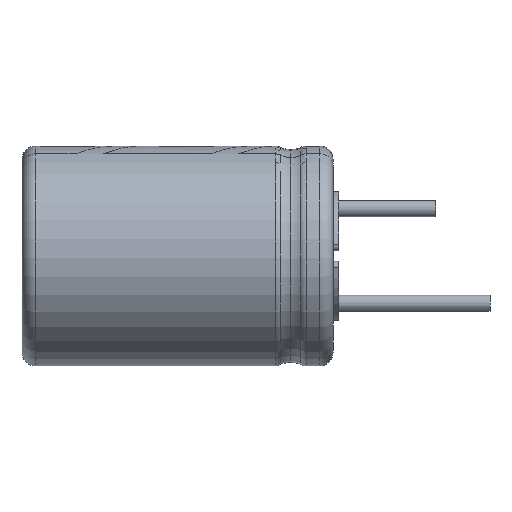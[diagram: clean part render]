
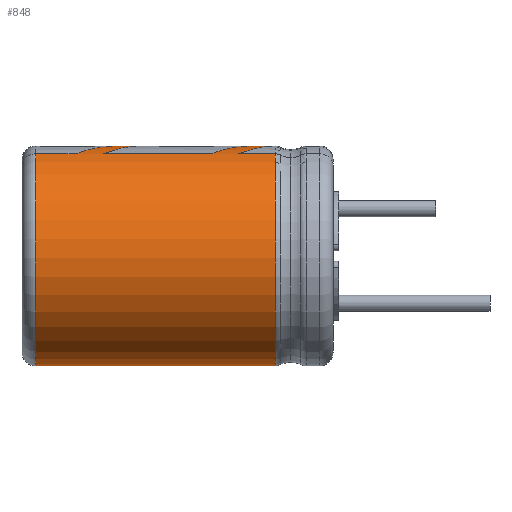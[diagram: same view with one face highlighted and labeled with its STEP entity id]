
A CAD part, left-side view. The second image highlights one B-rep face of the part: STEP entity #848.
In plain terms, the highlighted cylindrical face has radius 4.064 mm (diameter 8.128 mm), a partial arc.
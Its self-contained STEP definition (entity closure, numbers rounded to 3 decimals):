
#48 = LINE ( 'NONE', #49, #1384 ) ;
#49 = CARTESIAN_POINT ( 'NONE',  ( -1.5, 11.5, 3.777 ) ) ;
#50 = DIRECTION ( 'NONE',  ( 0., 1., 0. ) ) ;
#87 = CARTESIAN_POINT ( 'NONE',  ( 0., 8., 4.064 ) ) ;
#88 = CARTESIAN_POINT ( 'NONE',  ( -0.515, 8.515, 4.064 ) ) ;
#89 = CARTESIAN_POINT ( 'NONE',  ( -1.021, 9.021, 3.967 ) ) ;
#90 = CARTESIAN_POINT ( 'NONE',  ( -1.5, 9.5, 3.777 ) ) ;
#225 = ORIENTED_EDGE ( 'NONE', *, *, #928, .T. ) ;
#272 = ORIENTED_EDGE ( 'NONE', *, *, #2099, .F. ) ;
#284 = ORIENTED_EDGE ( 'NONE', *, *, #2022, .T. ) ;
#292 = ORIENTED_EDGE ( 'NONE', *, *, #964, .T. ) ;
#294 = ORIENTED_EDGE ( 'NONE', *, *, #952, .T. ) ;
#310 = ORIENTED_EDGE ( 'NONE', *, *, #919, .T. ) ;
#315 = ORIENTED_EDGE ( 'NONE', *, *, #853, .T. ) ;
#487 = CIRCLE ( 'NONE', #3718, 4.064 ) ;
#706 = CARTESIAN_POINT ( 'NONE',  ( 0., 2.13, 0. ) ) ;
#710 = DIRECTION ( 'NONE',  ( 0., 1., 0. ) ) ;
#711 = DIRECTION ( 'NONE',  ( 0., 0., 1. ) ) ;
#848 = ADVANCED_FACE ( 'NONE', ( #4069 ), #3815, .T. ) ;
#853 = EDGE_CURVE ( 'NONE', #2288, #2285, #3926, .T. ) ;
#873 = EDGE_CURVE ( 'NONE', #2368, #2287, #1055, .T. ) ;
#919 = EDGE_CURVE ( 'NONE', #4626, #2352, #1367, .T. ) ;
#928 = EDGE_CURVE ( 'NONE', #4650, #2345, #1366, .T. ) ;
#952 = EDGE_CURVE ( 'NONE', #2351, #2316, #3784, .T. ) ;
#964 = EDGE_CURVE ( 'NONE', #2287, #2351, #1440, .T. ) ;
#1021 = CIRCLE ( 'NONE', #1537, 4.064 ) ;
#1023 = EDGE_CURVE ( 'NONE', #2345, #4626, #48, .T. ) ;
#1045 = EDGE_CURVE ( 'NONE', #2295, #2288, #3769, .T. ) ;
#1055 = CIRCLE ( 'NONE', #2236, 4.064 ) ;
#1099 = LINE ( 'NONE', #1100, #3705 ) ;
#1100 = CARTESIAN_POINT ( 'NONE',  ( 0., 11.5, 4.064 ) ) ;
#1101 = DIRECTION ( 'NONE',  ( 0., 1., 0. ) ) ;
#1119 = LINE ( 'NONE', #1120, #3711 ) ;
#1120 = CARTESIAN_POINT ( 'NONE',  ( 0., 11.5, 4.064 ) ) ;
#1121 = DIRECTION ( 'NONE',  ( 0., 1., 0. ) ) ;
#1161 = CARTESIAN_POINT ( 'NONE',  ( 0., 2.13, 0. ) ) ;
#1162 = DIRECTION ( 'NONE',  ( 0., 1., 0. ) ) ;
#1163 = DIRECTION ( 'NONE',  ( 0., 0., 1. ) ) ;
#1366 =( BOUNDED_CURVE ( )  B_SPLINE_CURVE ( 3, ( #3102, #3103, #3104, #3105 ),
 .UNSPECIFIED., .F., .F. ) 
 B_SPLINE_CURVE_WITH_KNOTS ( ( 4, 4 ),
 ( 4.712, 5.09 ),
 .UNSPECIFIED. ) 
 CURVE ( )  GEOMETRIC_REPRESENTATION_ITEM ( )  RATIONAL_B_SPLINE_CURVE ( ( 1., 0.988, 0.988, 1. ) ) 
 REPRESENTATION_ITEM ( '' )  );
#1367 =( BOUNDED_CURVE ( )  B_SPLINE_CURVE ( 3, ( #3080, #3081, #3082, #3083 ),
 .UNSPECIFIED., .F., .F. ) 
 B_SPLINE_CURVE_WITH_KNOTS ( ( 4, 4 ),
 ( 1.193, 1.571 ),
 .UNSPECIFIED. ) 
 CURVE ( )  GEOMETRIC_REPRESENTATION_ITEM ( )  RATIONAL_B_SPLINE_CURVE ( ( 1., 0.988, 0.988, 1. ) ) 
 REPRESENTATION_ITEM ( '' )  );
#1384 = VECTOR ( 'NONE', #50, 1000. ) ;
#1440 = LINE ( 'NONE', #1441, #3795 ) ;
#1441 = CARTESIAN_POINT ( 'NONE',  ( -1.5, 11.5, 3.777 ) ) ;
#1442 = DIRECTION ( 'NONE',  ( 0., 1., 0. ) ) ;
#1537 = AXIS2_PLACEMENT_3D ( 'NONE', #3499, #3512, #3513 ) ;
#1816 = EDGE_CURVE ( 'NONE', #2298, #2285, #1021, .T. ) ;
#1941 = VECTOR ( 'NONE', #2639, 1000. ) ;
#2019 = EDGE_CURVE ( 'NONE', #2352, #2295, #1099, .T. ) ;
#2022 = EDGE_CURVE ( 'NONE', #4622, #4650, #1119, .T. ) ;
#2030 = EDGE_CURVE ( 'NONE', #2316, #4622, #487, .T. ) ;
#2099 = EDGE_CURVE ( 'NONE', #2368, #2298, #2637, .T. ) ;
#2236 = AXIS2_PLACEMENT_3D ( 'NONE', #706, #710, #711 ) ;
#2285 = VERTEX_POINT ( 'NONE', #2749 ) ;
#2287 = VERTEX_POINT ( 'NONE', #2751 ) ;
#2288 = VERTEX_POINT ( 'NONE', #2752 ) ;
#2295 = VERTEX_POINT ( 'NONE', #2759 ) ;
#2298 = VERTEX_POINT ( 'NONE', #2762 ) ;
#2316 = VERTEX_POINT ( 'NONE', #4700 ) ;
#2345 = VERTEX_POINT ( 'NONE', #4757 ) ;
#2351 = VERTEX_POINT ( 'NONE', #4768 ) ;
#2352 = VERTEX_POINT ( 'NONE', #4769 ) ;
#2368 = VERTEX_POINT ( 'NONE', #4799 ) ;
#2637 = LINE ( 'NONE', #2638, #1941 ) ;
#2638 = CARTESIAN_POINT ( 'NONE',  ( 0., 11.5, -4.064 ) ) ;
#2639 = DIRECTION ( 'NONE',  ( 0., 1., 0. ) ) ;
#2749 = CARTESIAN_POINT ( 'NONE',  ( -1.5, 11., 3.777 ) ) ;
#2751 = CARTESIAN_POINT ( 'NONE',  ( -1.5, 2.13, 3.777 ) ) ;
#2752 = CARTESIAN_POINT ( 'NONE',  ( -1.5, 9.5, 3.777 ) ) ;
#2759 = CARTESIAN_POINT ( 'NONE',  ( 0., 8., 4.064 ) ) ;
#2762 = CARTESIAN_POINT ( 'NONE',  ( 0., 11., -4.064 ) ) ;
#3080 = CARTESIAN_POINT ( 'NONE',  ( -1.5, 8.5, 3.777 ) ) ;
#3081 = CARTESIAN_POINT ( 'NONE',  ( -1.021, 8.021, 3.967 ) ) ;
#3082 = CARTESIAN_POINT ( 'NONE',  ( -0.515, 7.515, 4.064 ) ) ;
#3083 = CARTESIAN_POINT ( 'NONE',  ( 0., 7., 4.064 ) ) ;
#3102 = CARTESIAN_POINT ( 'NONE',  ( 0., 3., 4.064 ) ) ;
#3103 = CARTESIAN_POINT ( 'NONE',  ( -0.515, 3.515, 4.064 ) ) ;
#3104 = CARTESIAN_POINT ( 'NONE',  ( -1.021, 4.021, 3.967 ) ) ;
#3105 = CARTESIAN_POINT ( 'NONE',  ( -1.5, 4.5, 3.777 ) ) ;
#3160 = CARTESIAN_POINT ( 'NONE',  ( -1.5, 3.5, 3.777 ) ) ;
#3161 = CARTESIAN_POINT ( 'NONE',  ( -1.062, 3.062, 3.951 ) ) ;
#3162 = CARTESIAN_POINT ( 'NONE',  ( -0.601, 2.601, 4.047 ) ) ;
#3163 = CARTESIAN_POINT ( 'NONE',  ( -0.13, 2.13, 4.062 ) ) ;
#3499 = CARTESIAN_POINT ( 'NONE',  ( 0., 11., 0. ) ) ;
#3512 = DIRECTION ( 'NONE',  ( 0., 1., 0. ) ) ;
#3513 = DIRECTION ( 'NONE',  ( 0., 0., 1. ) ) ;
#3705 = VECTOR ( 'NONE', #1101, 1000. ) ;
#3711 = VECTOR ( 'NONE', #1121, 1000. ) ;
#3718 = AXIS2_PLACEMENT_3D ( 'NONE', #1161, #1162, #1163 ) ;
#3769 =( BOUNDED_CURVE ( )  B_SPLINE_CURVE ( 3, ( #87, #88, #89, #90 ),
 .UNSPECIFIED., .F., .F. ) 
 B_SPLINE_CURVE_WITH_KNOTS ( ( 4, 4 ),
 ( 4.712, 5.09 ),
 .UNSPECIFIED. ) 
 CURVE ( )  GEOMETRIC_REPRESENTATION_ITEM ( )  RATIONAL_B_SPLINE_CURVE ( ( 1., 0.988, 0.988, 1. ) ) 
 REPRESENTATION_ITEM ( '' )  );
#3784 =( BOUNDED_CURVE ( )  B_SPLINE_CURVE ( 3, ( #3160, #3161, #3162, #3163 ),
 .UNSPECIFIED., .F., .F. ) 
 B_SPLINE_CURVE_WITH_KNOTS ( ( 4, 4 ),
 ( 1.193, 1.539 ),
 .UNSPECIFIED. ) 
 CURVE ( )  GEOMETRIC_REPRESENTATION_ITEM ( )  RATIONAL_B_SPLINE_CURVE ( ( 1., 0.99, 0.99, 1. ) ) 
 REPRESENTATION_ITEM ( '' )  );
#3795 = VECTOR ( 'NONE', #1442, 1000. ) ;
#3814 = AXIS2_PLACEMENT_3D ( 'NONE', #3910, #3911, #3912 ) ;
#3815 = CYLINDRICAL_SURFACE ( 'NONE', #3814, 4.064 ) ;
#3826 = VECTOR ( 'NONE', #3928, 1000. ) ;
#3910 = CARTESIAN_POINT ( 'NONE',  ( 0., 11.5, 0. ) ) ;
#3911 = DIRECTION ( 'NONE',  ( 0., 1., 0. ) ) ;
#3912 = DIRECTION ( 'NONE',  ( 0., 0., 1. ) ) ;
#3926 = LINE ( 'NONE', #3927, #3826 ) ;
#3927 = CARTESIAN_POINT ( 'NONE',  ( -1.5, 11.5, 3.777 ) ) ;
#3928 = DIRECTION ( 'NONE',  ( 0., 1., 0. ) ) ;
#4069 = FACE_OUTER_BOUND ( 'NONE', #5130, .T. ) ;
#4622 = VERTEX_POINT ( 'NONE', #4833 ) ;
#4626 = VERTEX_POINT ( 'NONE', #4841 ) ;
#4650 = VERTEX_POINT ( 'NONE', #4883 ) ;
#4700 = CARTESIAN_POINT ( 'NONE',  ( -0.13, 2.13, 4.062 ) ) ;
#4757 = CARTESIAN_POINT ( 'NONE',  ( -1.5, 4.5, 3.777 ) ) ;
#4768 = CARTESIAN_POINT ( 'NONE',  ( -1.5, 3.5, 3.777 ) ) ;
#4769 = CARTESIAN_POINT ( 'NONE',  ( 0., 7., 4.064 ) ) ;
#4799 = CARTESIAN_POINT ( 'NONE',  ( 0., 2.13, -4.064 ) ) ;
#4802 = ORIENTED_EDGE ( 'NONE', *, *, #2030, .T. ) ;
#4808 = ORIENTED_EDGE ( 'NONE', *, *, #1816, .F. ) ;
#4833 = CARTESIAN_POINT ( 'NONE',  ( 0., 2.13, 4.064 ) ) ;
#4841 = CARTESIAN_POINT ( 'NONE',  ( -1.5, 8.5, 3.777 ) ) ;
#4846 = ORIENTED_EDGE ( 'NONE', *, *, #873, .T. ) ;
#4878 = ORIENTED_EDGE ( 'NONE', *, *, #1045, .T. ) ;
#4883 = CARTESIAN_POINT ( 'NONE',  ( 0., 3., 4.064 ) ) ;
#4956 = ORIENTED_EDGE ( 'NONE', *, *, #2019, .T. ) ;
#5103 = ORIENTED_EDGE ( 'NONE', *, *, #1023, .T. ) ;
#5130 = EDGE_LOOP ( 'NONE', ( #272, #4846, #292, #294, #4802, #284, #225, #5103, #310, #4956, #4878, #315, #4808 ) ) ;
